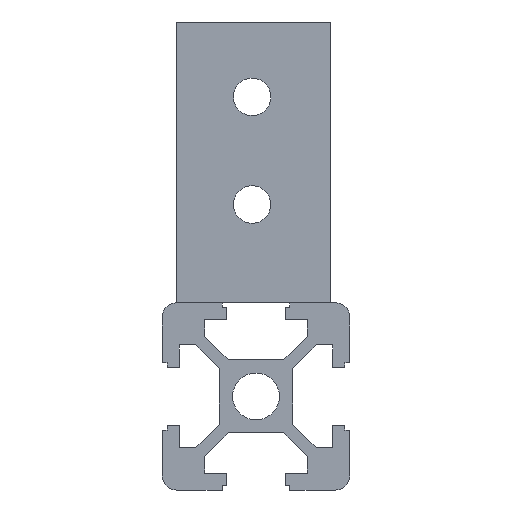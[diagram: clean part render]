
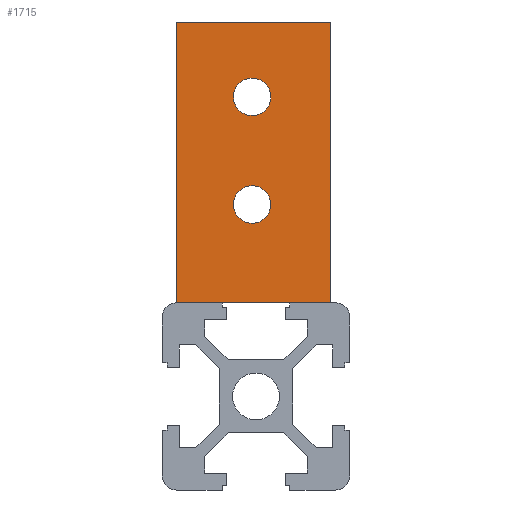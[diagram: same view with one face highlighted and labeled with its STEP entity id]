
A CAD part, left-side view. The second image highlights one B-rep face of the part: STEP entity #1715.
In plain terms, the highlighted planar face has unit normal (-1, 0, 0).
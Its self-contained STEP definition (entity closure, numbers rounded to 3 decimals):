
#38=FACE_BOUND('',#240,.T.);
#39=FACE_BOUND('',#241,.T.);
#58=CIRCLE('',#1829,2.);
#59=CIRCLE('',#1831,2.);
#144=FACE_OUTER_BOUND('',#239,.T.);
#239=EDGE_LOOP('',(#1551,#1552,#1553,#1554));
#240=EDGE_LOOP('',(#1555));
#241=EDGE_LOOP('',(#1556));
#440=LINE('',#2695,#659);
#451=LINE('',#2726,#670);
#458=LINE('',#2746,#677);
#460=LINE('',#2750,#679);
#659=VECTOR('',#2204,10.);
#670=VECTOR('',#2233,10.);
#677=VECTOR('',#2258,10.);
#679=VECTOR('',#2264,10.);
#823=VERTEX_POINT('',#2692);
#824=VERTEX_POINT('',#2694);
#834=VERTEX_POINT('',#2723);
#835=VERTEX_POINT('',#2725);
#838=VERTEX_POINT('',#2737);
#839=VERTEX_POINT('',#2741);
#1050=EDGE_CURVE('',#823,#824,#440,.T.);
#1065=EDGE_CURVE('',#834,#835,#451,.T.);
#1072=EDGE_CURVE('',#838,#838,#58,.T.);
#1074=EDGE_CURVE('',#839,#839,#59,.T.);
#1076=EDGE_CURVE('',#835,#823,#458,.T.);
#1078=EDGE_CURVE('',#834,#824,#460,.T.);
#1551=ORIENTED_EDGE('',*,*,#1065,.F.);
#1552=ORIENTED_EDGE('',*,*,#1078,.T.);
#1553=ORIENTED_EDGE('',*,*,#1050,.F.);
#1554=ORIENTED_EDGE('',*,*,#1076,.F.);
#1555=ORIENTED_EDGE('',*,*,#1072,.T.);
#1556=ORIENTED_EDGE('',*,*,#1074,.T.);
#1630=PLANE('',#1835);
#1715=ADVANCED_FACE('',(#144,#38,#39),#1630,.T.);
#1829=AXIS2_PLACEMENT_3D('',#2739,#2248,#2249);
#1831=AXIS2_PLACEMENT_3D('',#2743,#2253,#2254);
#1835=AXIS2_PLACEMENT_3D('',#2751,#2265,#2266);
#2204=DIRECTION('',(0.,-1.,0.));
#2233=DIRECTION('',(0.,1.,0.));
#2248=DIRECTION('center_axis',(1.,0.,0.));
#2249=DIRECTION('ref_axis',(0.,1.,0.));
#2253=DIRECTION('center_axis',(1.,0.,0.));
#2254=DIRECTION('ref_axis',(0.,1.,0.));
#2258=DIRECTION('',(0.,0.,1.));
#2264=DIRECTION('',(0.,0.,1.));
#2265=DIRECTION('center_axis',(-1.,0.,0.));
#2266=DIRECTION('ref_axis',(0.,-1.,0.));
#2692=CARTESIAN_POINT('',(-32.5,223.5,50.));
#2694=CARTESIAN_POINT('',(-32.5,207.,50.));
#2695=CARTESIAN_POINT('',(-32.5,207.,50.));
#2723=CARTESIAN_POINT('',(-32.5,207.,20.));
#2725=CARTESIAN_POINT('',(-32.5,223.5,20.));
#2726=CARTESIAN_POINT('',(-32.5,221.05,20.));
#2737=CARTESIAN_POINT('',(-32.5,213.414,30.5));
#2739=CARTESIAN_POINT('Origin',(-32.5,215.414,30.5));
#2741=CARTESIAN_POINT('',(-32.5,213.414,42.));
#2743=CARTESIAN_POINT('Origin',(-32.5,215.414,42.));
#2746=CARTESIAN_POINT('',(-32.5,223.5,20.));
#2750=CARTESIAN_POINT('',(-32.5,207.,20.));
#2751=CARTESIAN_POINT('Origin',(-32.5,223.5,20.));
